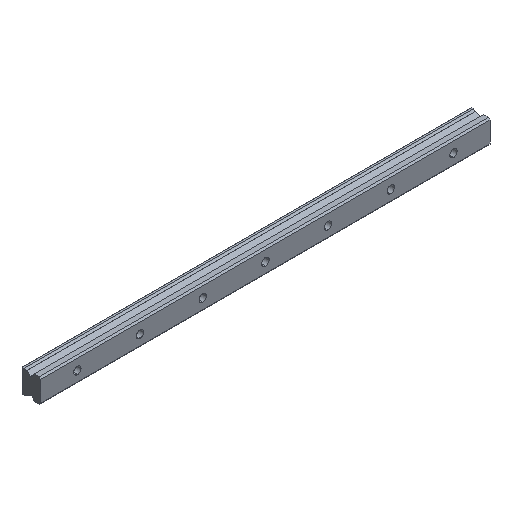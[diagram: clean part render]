
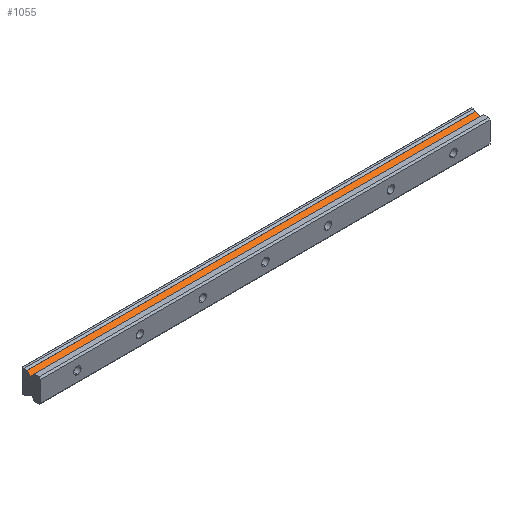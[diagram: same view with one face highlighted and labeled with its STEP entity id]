
A CAD part, isometric view. The second image highlights one B-rep face of the part: STEP entity #1055.
In plain terms, the highlighted planar face has unit normal (0, -0.499, 0.867).
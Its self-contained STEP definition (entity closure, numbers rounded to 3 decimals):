
#65 = ORIENTED_EDGE ( 'NONE', *, *, #750, .F. ) ;
#104 = LINE ( 'NONE', #382, #1488 ) ;
#139 = EDGE_CURVE ( 'NONE', #235, #651, #1299, .T. ) ;
#235 = VERTEX_POINT ( 'NONE', #978 ) ;
#245 = VERTEX_POINT ( 'NONE', #1622 ) ;
#289 = EDGE_CURVE ( 'NONE', #651, #245, #744, .T. ) ;
#294 = CARTESIAN_POINT ( 'NONE',  ( -35., 9.514, 7.915 ) ) ;
#339 = ORIENTED_EDGE ( 'NONE', *, *, #289, .F. ) ;
#382 = CARTESIAN_POINT ( 'NONE',  ( 395., 9.514, 7.915 ) ) ;
#398 = FACE_OUTER_BOUND ( 'NONE', #1295, .T. ) ;
#419 = VECTOR ( 'NONE', #1628, 1000. ) ;
#439 = AXIS2_PLACEMENT_3D ( 'NONE', #1027, #720, #1762 ) ;
#592 = DIRECTION ( 'NONE',  ( 0., -0.866, -0.499 ) ) ;
#602 = CARTESIAN_POINT ( 'NONE',  ( 395., 13.68, 10.315 ) ) ;
#651 = VERTEX_POINT ( 'NONE', #930 ) ;
#720 = DIRECTION ( 'NONE',  ( 0., 0.499, -0.866 ) ) ;
#744 = LINE ( 'NONE', #602, #1163 ) ;
#750 = EDGE_CURVE ( 'NONE', #245, #1157, #104, .T. ) ;
#876 = ORIENTED_EDGE ( 'NONE', *, *, #139, .F. ) ;
#909 = LINE ( 'NONE', #1973, #1793 ) ;
#912 = DIRECTION ( 'NONE',  ( 0., -0.866, -0.499 ) ) ;
#930 = CARTESIAN_POINT ( 'NONE',  ( 395., 13.68, 10.315 ) ) ;
#978 = CARTESIAN_POINT ( 'NONE',  ( -35., 13.68, 10.315 ) ) ;
#1027 = CARTESIAN_POINT ( 'NONE',  ( 395., 13.68, 10.315 ) ) ;
#1055 = ADVANCED_FACE ( 'NONE', ( #398 ), #1471, .F. ) ;
#1157 = VERTEX_POINT ( 'NONE', #294 ) ;
#1163 = VECTOR ( 'NONE', #912, 1000. ) ;
#1174 = EDGE_CURVE ( 'NONE', #235, #1157, #909, .T. ) ;
#1257 = ORIENTED_EDGE ( 'NONE', *, *, #1174, .T. ) ;
#1295 = EDGE_LOOP ( 'NONE', ( #65, #339, #876, #1257 ) ) ;
#1299 = LINE ( 'NONE', #1940, #419 ) ;
#1471 = PLANE ( 'NONE',  #439 ) ;
#1488 = VECTOR ( 'NONE', #1767, 1000. ) ;
#1622 = CARTESIAN_POINT ( 'NONE',  ( 395., 9.514, 7.915 ) ) ;
#1628 = DIRECTION ( 'NONE',  ( 1., 0., 0. ) ) ;
#1762 = DIRECTION ( 'NONE',  ( 0., 0.866, 0.499 ) ) ;
#1767 = DIRECTION ( 'NONE',  ( -1., 0., 0. ) ) ;
#1793 = VECTOR ( 'NONE', #592, 1000. ) ;
#1940 = CARTESIAN_POINT ( 'NONE',  ( 395., 13.68, 10.315 ) ) ;
#1973 = CARTESIAN_POINT ( 'NONE',  ( -35., 13.68, 10.315 ) ) ;
